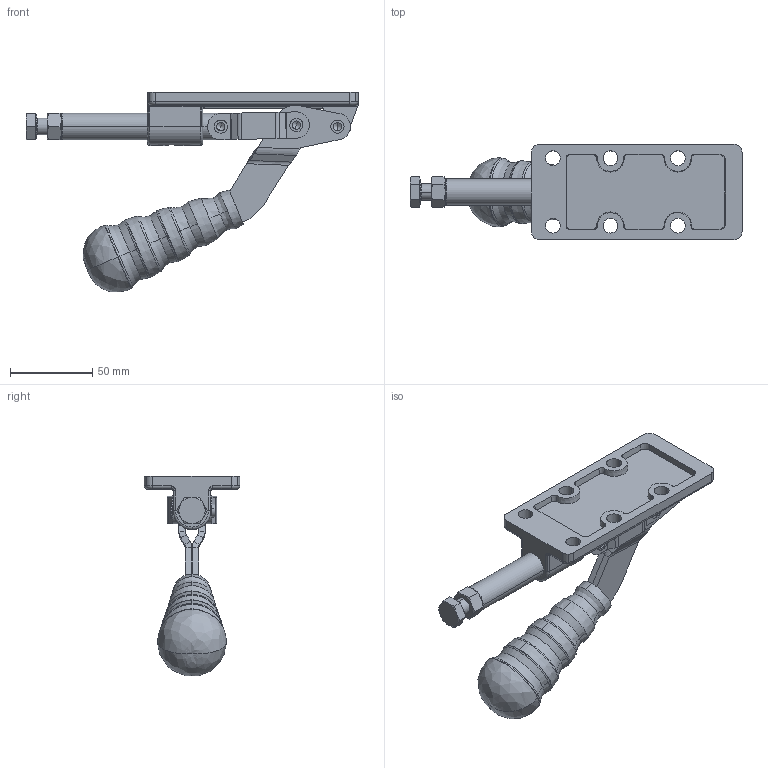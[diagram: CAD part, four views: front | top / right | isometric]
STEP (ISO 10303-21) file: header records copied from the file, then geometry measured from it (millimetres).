
FILE_DESCRIPTION((''),'2;1');
FILE_NAME('315.stp','2005-09-01T11:26:31',('CAD'),(''),'Autodesk Inventor 8','Autodesk Inventor 8','');
FILE_SCHEMA(('AUTOMOTIVE_DESIGN { 1 0 10303 214 1 1 1 1 }'));
Length unit declared in the file: millimetre
Products named in the file (1): Part12
Bounding box: 201.87 x 58 x 121.54 mm (x, y, z)
Volume: 181988.4 mm3; surface area: 56309.7 mm2
Topology: 1 solids, 4 shells, 716 faces, 2048 edges, 1260 vertices
Faces by surface type: plane 311, cylinder 136, cone 134, bspline 107, torus 28
Entity records: 26847 total; most frequent: CARTESIAN_POINT 8459, ORIENTED_EDGE 4068, DIRECTION 3852, EDGE_CURVE 2034, AXIS2_PLACEMENT_3D 1436, VERTEX_POINT 1260, VECTOR 980, LINE 980
